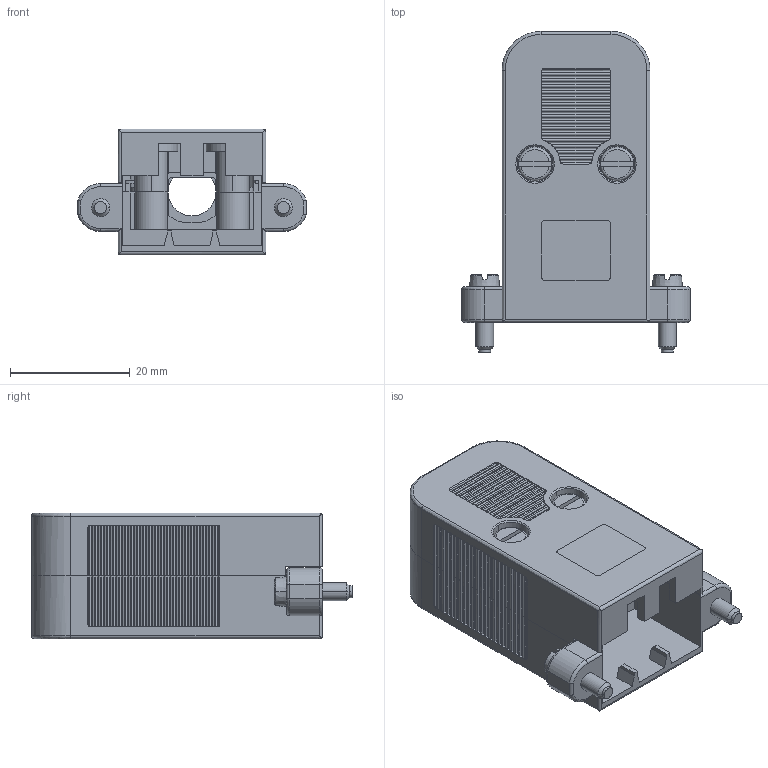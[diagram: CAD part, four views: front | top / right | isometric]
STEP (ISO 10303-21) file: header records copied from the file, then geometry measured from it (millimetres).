
FILE_DESCRIPTION(('Creo Elements/Direct Modeling STEP Export'),'2;1');
FILE_NAME('model.stp','2019-11-26T 0:27:08',(''),(''),'Creo Elements/Direct Modeling STEP processor for AP214 (Solid Model)','Creo Elements/Direct Modeling 20.1A 29-Sep-2018 (C) Parametric Technology GmbH','');
FILE_SCHEMA(('AUTOMOTIVE_DESIGN { 1 0 10303 214 1 1 1 1 }'));
Length unit declared in the file: millimetre
Products named in the file (7): f-schr.; SCHR.BLECH_DIN7971_B2.9X16.1; KGG-MC_1.5_KABELSCHELLE; kgg-pc_4-3-geh-F; kgg-pc_4-3-geh; KGS-MSTB_2.5-DST; KGG-PC_4_3-F
Assembly tree (8 placements, depth 2):
  KGG-PC_4_3-F
    KGS-MSTB_2.5-DST
    kgg-pc_4-3-geh
    kgg-pc_4-3-geh-F
    KGG-MC_1.5_KABELSCHELLE
    f-schr.  x2
    SCHR.BLECH_DIN7971_B2.9X16.1  x2
Bounding box: 38.08 x 53.5 x 21 mm (x, y, z)
Volume: 9641.5 mm3; surface area: 13577 mm2
Topology: 9 solids, 9 shells, 1298 faces, 3541 edges, 2296 vertices
Faces by surface type: plane 802, cylinder 402, extrusion 33, cone 24, bspline 19, torus 18
Entity records: 54850 total; most frequent: CARTESIAN_POINT 14258, ORIENTED_EDGE 6736, DIRECTION 6030, EDGE_CURVE 3365, VECTOR 2242, LINE 2209, VERTEX_POINT 2180, AXIS2_PLACEMENT_3D 1894
